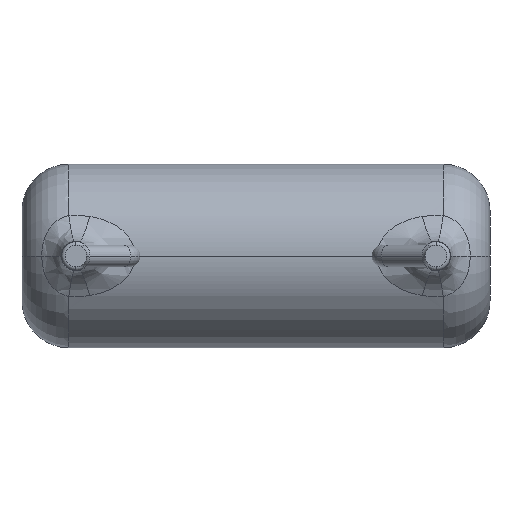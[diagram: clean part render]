
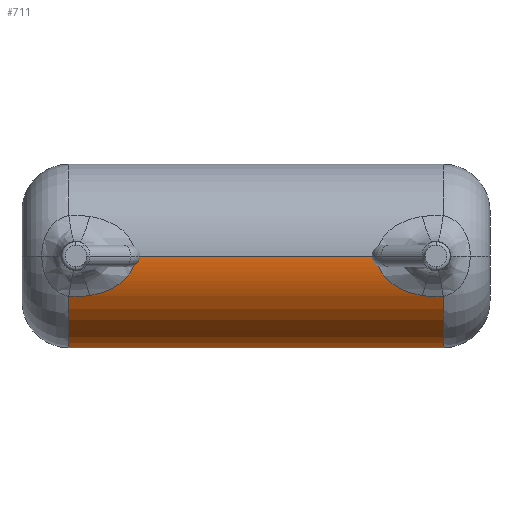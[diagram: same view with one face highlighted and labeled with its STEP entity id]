
A CAD part, front view. The second image highlights one B-rep face of the part: STEP entity #711.
In plain terms, the highlighted cylindrical face has radius 2.55 mm (diameter 5.1 mm), a partial arc.
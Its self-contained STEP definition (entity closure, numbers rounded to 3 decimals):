
#48 = ORIENTED_EDGE ( 'NONE', *, *, #543, .T. ) ;
#76 = CARTESIAN_POINT ( 'NONE',  ( 4.62, 5.249, -1.099 ) ) ;
#96 = EDGE_CURVE ( 'NONE', #1080, #1970, #304, .T. ) ;
#126 = CARTESIAN_POINT ( 'NONE',  ( 4.62, 5.249, -1.099 ) ) ;
#179 = DIRECTION ( 'NONE',  ( -1., 0., 0. ) ) ;
#198 = DIRECTION ( 'NONE',  ( -1., 0., 0. ) ) ;
#229 = CARTESIAN_POINT ( 'NONE',  ( -4.62, 5.249, -1.099 ) ) ;
#243 = CARTESIAN_POINT ( 'NONE',  ( 4.62, 5.249, -1.099 ) ) ;
#304 = CIRCLE ( 'NONE', #1906, 2.55 ) ;
#338 = B_SPLINE_CURVE_WITH_KNOTS ( 'NONE', 3,
 ( #76, #2311, #1220, #650, #1384, #449, #1230, #2216, #1296, #2055 ),
 .UNSPECIFIED., .F., .F.,
 ( 4, 2, 2, 2, 4 ),
 ( 0., 0., 0.001, 0.001, 0.002 ),
 .UNSPECIFIED. ) ;
#342 = CARTESIAN_POINT ( 'NONE',  ( 3.357, 5., 0. ) ) ;
#351 = VERTEX_POINT ( 'NONE', #883 ) ;
#359 = CARTESIAN_POINT ( 'NONE',  ( -5.2, 7.55, -2.55 ) ) ;
#422 = CARTESIAN_POINT ( 'NONE',  ( 0., 7.55, -2.55 ) ) ;
#449 = CARTESIAN_POINT ( 'NONE',  ( 3.661, 5.09, -0.68 ) ) ;
#454 = EDGE_CURVE ( 'NONE', #1970, #1629, #906, .T. ) ;
#462 = VECTOR ( 'NONE', #2275, 1000. ) ;
#465 = ORIENTED_EDGE ( 'NONE', *, *, #454, .F. ) ;
#524 = ORIENTED_EDGE ( 'NONE', *, *, #1697, .T. ) ;
#543 = EDGE_CURVE ( 'NONE', #1428, #1948, #1532, .T. ) ;
#581 = VECTOR ( 'NONE', #2269, 1000. ) ;
#591 = CARTESIAN_POINT ( 'NONE',  ( -4.62, 5.249, -1.099 ) ) ;
#630 = AXIS2_PLACEMENT_3D ( 'NONE', #811, #198, #1349 ) ;
#650 = CARTESIAN_POINT ( 'NONE',  ( 4.037, 5.175, -0.931 ) ) ;
#696 = CARTESIAN_POINT ( 'NONE',  ( -4.321, 5.22, -1.038 ) ) ;
#711 = ADVANCED_FACE ( 'NONE', ( #942 ), #964, .T. ) ;
#714 = ORIENTED_EDGE ( 'NONE', *, *, #1335, .T. ) ;
#723 = CARTESIAN_POINT ( 'NONE',  ( -3.556, 5.061, -0.571 ) ) ;
#736 = CARTESIAN_POINT ( 'NONE',  ( -3.357, 5., -0.155 ) ) ;
#752 = CARTESIAN_POINT ( 'NONE',  ( -5.2, 5.259, -1.119 ) ) ;
#758 = EDGE_CURVE ( 'NONE', #1006, #2147, #780, .T. ) ;
#761 = CARTESIAN_POINT ( 'NONE',  ( -5.006, 5.266, -1.135 ) ) ;
#780 = LINE ( 'NONE', #2032, #581 ) ;
#811 = CARTESIAN_POINT ( 'NONE',  ( 5.2, 7.55, 0. ) ) ;
#852 = ORIENTED_EDGE ( 'NONE', *, *, #1689, .F. ) ;
#883 = CARTESIAN_POINT ( 'NONE',  ( 5.2, 7.55, -2.55 ) ) ;
#906 = B_SPLINE_CURVE_WITH_KNOTS ( 'NONE', 3,
 ( #1686, #761, #1527, #229 ),
 .UNSPECIFIED., .F., .F.,
 ( 4, 4 ),
 ( 0., 0.001 ),
 .UNSPECIFIED. ) ;
#912 = CARTESIAN_POINT ( 'NONE',  ( -4.037, 5.175, -0.931 ) ) ;
#924 = CARTESIAN_POINT ( 'NONE',  ( -4.62, 5.249, -1.099 ) ) ;
#934 = CARTESIAN_POINT ( 'NONE',  ( -3.661, 5.09, -0.68 ) ) ;
#942 = FACE_OUTER_BOUND ( 'NONE', #1259, .T. ) ;
#954 = CARTESIAN_POINT ( 'NONE',  ( 0., 7.55, 0. ) ) ;
#964 = CYLINDRICAL_SURFACE ( 'NONE', #1976, 2.55 ) ;
#1006 = VERTEX_POINT ( 'NONE', #342 ) ;
#1013 = CIRCLE ( 'NONE', #630, 2.55 ) ;
#1018 = ORIENTED_EDGE ( 'NONE', *, *, #96, .F. ) ;
#1080 = VERTEX_POINT ( 'NONE', #359 ) ;
#1133 = DIRECTION ( 'NONE',  ( 1., 0., 0. ) ) ;
#1190 = CARTESIAN_POINT ( 'NONE',  ( -3.357, 5., 0. ) ) ;
#1220 = CARTESIAN_POINT ( 'NONE',  ( 4.321, 5.22, -1.038 ) ) ;
#1230 = CARTESIAN_POINT ( 'NONE',  ( 3.556, 5.061, -0.571 ) ) ;
#1259 = EDGE_LOOP ( 'NONE', ( #524, #48, #714, #1896, #1273, #465, #1018, #852 ) ) ;
#1273 = ORIENTED_EDGE ( 'NONE', *, *, #1575, .F. ) ;
#1296 = CARTESIAN_POINT ( 'NONE',  ( 3.357, 5., -0.155 ) ) ;
#1302 = CARTESIAN_POINT ( 'NONE',  ( -3.357, 5., 0. ) ) ;
#1335 = EDGE_CURVE ( 'NONE', #1948, #1006, #338, .T. ) ;
#1349 = DIRECTION ( 'NONE',  ( 0., -1., 0. ) ) ;
#1384 = CARTESIAN_POINT ( 'NONE',  ( 3.902, 5.148, -0.861 ) ) ;
#1423 = CARTESIAN_POINT ( 'NONE',  ( 5.2, 5.259, -1.119 ) ) ;
#1428 = VERTEX_POINT ( 'NONE', #1423 ) ;
#1527 = CARTESIAN_POINT ( 'NONE',  ( -4.812, 5.263, -1.128 ) ) ;
#1532 = B_SPLINE_CURVE_WITH_KNOTS ( 'NONE', 3,
 ( #1757, #1744, #2314, #243 ),
 .UNSPECIFIED., .F., .F.,
 ( 4, 4 ),
 ( 0., 0.001 ),
 .UNSPECIFIED. ) ;
#1548 = LINE ( 'NONE', #422, #462 ) ;
#1575 = EDGE_CURVE ( 'NONE', #1629, #2147, #1887, .T. ) ;
#1629 = VERTEX_POINT ( 'NONE', #591 ) ;
#1647 = CARTESIAN_POINT ( 'NONE',  ( -3.902, 5.148, -0.861 ) ) ;
#1679 = DIRECTION ( 'NONE',  ( 0., -1., 0. ) ) ;
#1686 = CARTESIAN_POINT ( 'NONE',  ( -5.2, 5.259, -1.119 ) ) ;
#1689 = EDGE_CURVE ( 'NONE', #351, #1080, #1548, .T. ) ;
#1697 = EDGE_CURVE ( 'NONE', #351, #1428, #1013, .T. ) ;
#1706 = DIRECTION ( 'NONE',  ( 0., 1., 0. ) ) ;
#1744 = CARTESIAN_POINT ( 'NONE',  ( 5.006, 5.266, -1.135 ) ) ;
#1757 = CARTESIAN_POINT ( 'NONE',  ( 5.2, 5.259, -1.119 ) ) ;
#1887 = B_SPLINE_CURVE_WITH_KNOTS ( 'NONE', 3,
 ( #924, #2211, #696, #912, #1647, #934, #723, #2408, #736, #1302 ),
 .UNSPECIFIED., .F., .F.,
 ( 4, 2, 2, 2, 4 ),
 ( 0., 0., 0.001, 0.001, 0.002 ),
 .UNSPECIFIED. ) ;
#1896 = ORIENTED_EDGE ( 'NONE', *, *, #758, .T. ) ;
#1906 = AXIS2_PLACEMENT_3D ( 'NONE', #1920, #179, #1679 ) ;
#1920 = CARTESIAN_POINT ( 'NONE',  ( -5.2, 7.55, 0. ) ) ;
#1948 = VERTEX_POINT ( 'NONE', #126 ) ;
#1970 = VERTEX_POINT ( 'NONE', #752 ) ;
#1976 = AXIS2_PLACEMENT_3D ( 'NONE', #954, #1133, #1706 ) ;
#2032 = CARTESIAN_POINT ( 'NONE',  ( 0., 5., 0. ) ) ;
#2055 = CARTESIAN_POINT ( 'NONE',  ( 3.357, 5., 0. ) ) ;
#2147 = VERTEX_POINT ( 'NONE', #1190 ) ;
#2211 = CARTESIAN_POINT ( 'NONE',  ( -4.468, 5.238, -1.075 ) ) ;
#2216 = CARTESIAN_POINT ( 'NONE',  ( 3.402, 5.015, -0.307 ) ) ;
#2269 = DIRECTION ( 'NONE',  ( -1., 0., 0. ) ) ;
#2275 = DIRECTION ( 'NONE',  ( -1., 0., 0. ) ) ;
#2311 = CARTESIAN_POINT ( 'NONE',  ( 4.468, 5.238, -1.075 ) ) ;
#2314 = CARTESIAN_POINT ( 'NONE',  ( 4.812, 5.263, -1.128 ) ) ;
#2408 = CARTESIAN_POINT ( 'NONE',  ( -3.402, 5.015, -0.307 ) ) ;
